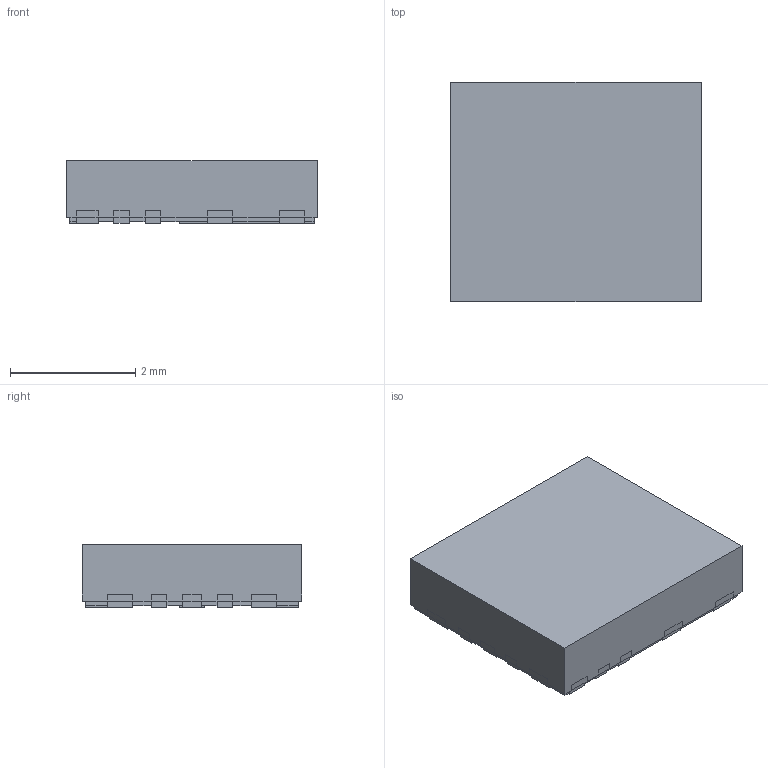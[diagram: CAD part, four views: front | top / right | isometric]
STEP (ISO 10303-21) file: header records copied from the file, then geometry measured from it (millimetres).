
FILE_DESCRIPTION((''),'2;1');
FILE_NAME('RJR0014A_ASM','2017-11-09T09:06:26',('a0412086'),(''),'CREO PARAMETRIC BY PTC INC, 2017260','CREO PARAMETRIC BY PTC INC, 2017260','');
FILE_SCHEMA(('AUTOMOTIVE_DESIGN { 1 0 10303 214 1 1 1 1 }'));
Length unit declared in the file: millimetre
Products named in the file (4): FRAME-RJR0014A_AF0; BODY-QFN_AF0; PIN1-ID; RJR0014A_ASM
Assembly tree (3 placements, depth 2):
  RJR0014A_ASM
    FRAME-RJR0014A_AF0
    BODY-QFN_AF0
    PIN1-ID
Bounding box: 4 x 3.5 x 1 mm (x, y, z)
Volume: 13.7 mm3; surface area: 59.6 mm2
Topology: 15 solids, 15 shells, 240 faces, 630 edges, 420 vertices
Faces by surface type: plane 240
Entity records: 9729 total; most frequent: CARTESIAN_POINT 1340, ORIENTED_EDGE 1260, DIRECTION 1176, PRESENTATION_STYLE_ASSIGNMENT 663, STYLED_ITEM 645, VECTOR 630, LINE 630, CURVE_STYLE 630
